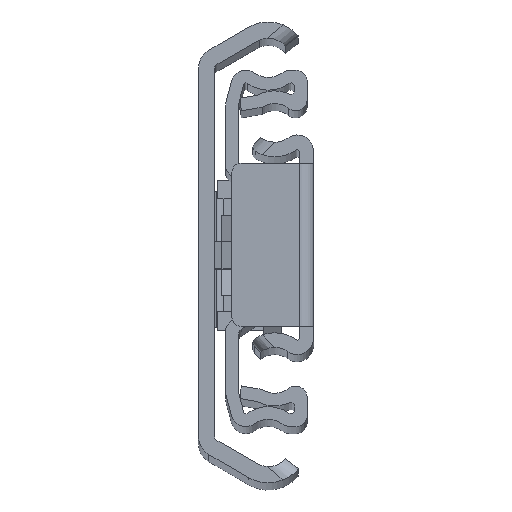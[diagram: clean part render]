
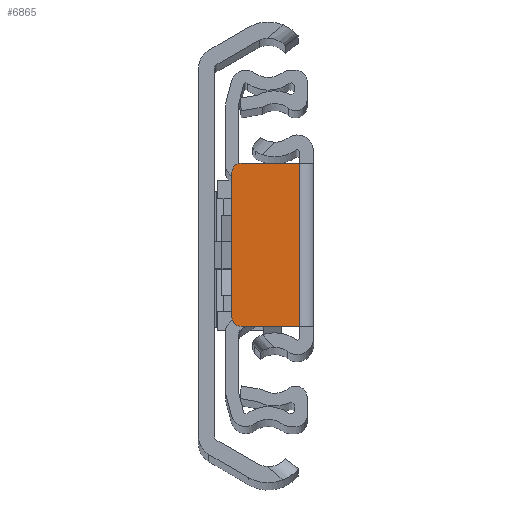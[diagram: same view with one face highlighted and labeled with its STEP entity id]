
A CAD part, top view. The second image highlights one B-rep face of the part: STEP entity #6865.
In plain terms, the highlighted planar face has unit normal (0, 0, 1).
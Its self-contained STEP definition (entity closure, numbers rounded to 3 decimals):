
#99 = VECTOR ( 'NONE', #7870, 1000. ) ;
#170 = CARTESIAN_POINT ( 'NONE',  ( -1.6, 9., 1.6 ) ) ;
#245 = CARTESIAN_POINT ( 'NONE',  ( 0., -9., 1.6 ) ) ;
#264 = AXIS2_PLACEMENT_3D ( 'NONE', #9255, #4733, #5704 ) ;
#306 = ORIENTED_EDGE ( 'NONE', *, *, #2226, .T. ) ;
#1408 = ORIENTED_EDGE ( 'NONE', *, *, #7854, .F. ) ;
#1419 = DIRECTION ( 'NONE',  ( 0., -1., 0. ) ) ;
#1640 = CARTESIAN_POINT ( 'NONE',  ( 0., 9., 1.6 ) ) ;
#1725 = VERTEX_POINT ( 'NONE', #5938 ) ;
#1972 = PLANE ( 'NONE',  #264 ) ;
#2119 = EDGE_LOOP ( 'NONE', ( #1408, #306, #3889, #11047, #2823, #11850 ) ) ;
#2226 = EDGE_CURVE ( 'NONE', #7544, #6394, #4924, .T. ) ;
#2295 = CARTESIAN_POINT ( 'NONE',  ( -1.6, -9., 1.6 ) ) ;
#2557 = DIRECTION ( 'NONE',  ( -1., 0., 0. ) ) ;
#2823 = ORIENTED_EDGE ( 'NONE', *, *, #7900, .T. ) ;
#3177 = CARTESIAN_POINT ( 'NONE',  ( -1.6, 9., 1.6 ) ) ;
#3215 = CARTESIAN_POINT ( 'NONE',  ( -9., 0., 1.6 ) ) ;
#3233 = DIRECTION ( 'NONE',  ( -1., 0., 0. ) ) ;
#3889 = ORIENTED_EDGE ( 'NONE', *, *, #11099, .F. ) ;
#4026 = VECTOR ( 'NONE', #3233, 1000. ) ;
#4318 = LINE ( 'NONE', #3215, #99 ) ;
#4417 = VERTEX_POINT ( 'NONE', #3177 ) ;
#4614 = FACE_OUTER_BOUND ( 'NONE', #2119, .T. ) ;
#4733 = DIRECTION ( 'NONE',  ( 0., 0., 1. ) ) ;
#4825 = DIRECTION ( 'NONE',  ( 0., 1., 0. ) ) ;
#4924 = CIRCLE ( 'NONE', #8243, 1. ) ;
#5070 = CARTESIAN_POINT ( 'NONE',  ( -9., 8., 1.6 ) ) ;
#5704 = DIRECTION ( 'NONE',  ( 0., -1., 0. ) ) ;
#5938 = CARTESIAN_POINT ( 'NONE',  ( -8., 9., 1.6 ) ) ;
#6371 = CIRCLE ( 'NONE', #7738, 1. ) ;
#6394 = VERTEX_POINT ( 'NONE', #12085 ) ;
#6865 = ADVANCED_FACE ( 'NONE', ( #4614 ), #1972, .T. ) ;
#6959 = DIRECTION ( 'NONE',  ( 0., 0., 1. ) ) ;
#7020 = CARTESIAN_POINT ( 'NONE',  ( -8., -8., 1.6 ) ) ;
#7544 = VERTEX_POINT ( 'NONE', #8864 ) ;
#7738 = AXIS2_PLACEMENT_3D ( 'NONE', #9800, #8880, #1419 ) ;
#7854 = EDGE_CURVE ( 'NONE', #7544, #8605, #4318, .T. ) ;
#7870 = DIRECTION ( 'NONE',  ( 0., 1., 0. ) ) ;
#7900 = EDGE_CURVE ( 'NONE', #4417, #1725, #7995, .T. ) ;
#7995 = LINE ( 'NONE', #1640, #8883 ) ;
#8243 = AXIS2_PLACEMENT_3D ( 'NONE', #7020, #6959, #9715 ) ;
#8605 = VERTEX_POINT ( 'NONE', #5070 ) ;
#8739 = LINE ( 'NONE', #245, #4026 ) ;
#8864 = CARTESIAN_POINT ( 'NONE',  ( -9., -8., 1.6 ) ) ;
#8880 = DIRECTION ( 'NONE',  ( 0., 0., 1. ) ) ;
#8883 = VECTOR ( 'NONE', #2557, 1000. ) ;
#9006 = EDGE_CURVE ( 'NONE', #12036, #4417, #9645, .T. ) ;
#9255 = CARTESIAN_POINT ( 'NONE',  ( 0., 9., 1.6 ) ) ;
#9645 = LINE ( 'NONE', #170, #10094 ) ;
#9715 = DIRECTION ( 'NONE',  ( 0., -1., 0. ) ) ;
#9800 = CARTESIAN_POINT ( 'NONE',  ( -8., 8., 1.6 ) ) ;
#10094 = VECTOR ( 'NONE', #4825, 1000. ) ;
#10532 = EDGE_CURVE ( 'NONE', #1725, #8605, #6371, .T. ) ;
#11047 = ORIENTED_EDGE ( 'NONE', *, *, #9006, .T. ) ;
#11099 = EDGE_CURVE ( 'NONE', #12036, #6394, #8739, .T. ) ;
#11850 = ORIENTED_EDGE ( 'NONE', *, *, #10532, .T. ) ;
#12036 = VERTEX_POINT ( 'NONE', #2295 ) ;
#12085 = CARTESIAN_POINT ( 'NONE',  ( -8., -9., 1.6 ) ) ;
